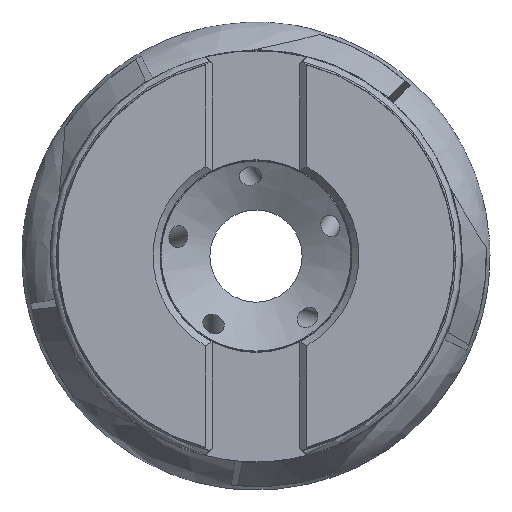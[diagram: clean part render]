
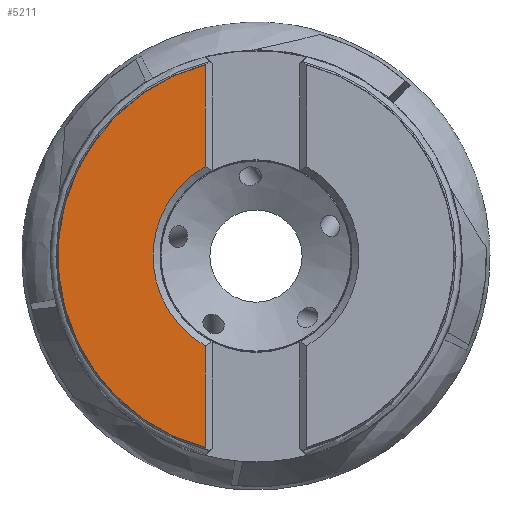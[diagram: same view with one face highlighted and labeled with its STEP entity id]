
A CAD part, left-side view. The second image highlights one B-rep face of the part: STEP entity #5211.
In plain terms, the highlighted planar face has unit normal (-1, 0, 0).
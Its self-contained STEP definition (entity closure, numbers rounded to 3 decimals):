
#31 = VERTEX_POINT ( 'NONE', #914 ) ;
#38 = LINE ( 'NONE', #539, #188 ) ;
#63 = EDGE_CURVE ( 'NONE', #31, #3908, #1197, .T. ) ;
#173 = DIRECTION ( 'NONE',  ( -1., 0., 0. ) ) ;
#188 = VECTOR ( 'NONE', #4727, 1000. ) ;
#286 = AXIS2_PLACEMENT_3D ( 'NONE', #3805, #1362, #4771 ) ;
#408 = PLANE ( 'NONE',  #286 ) ;
#512 = CARTESIAN_POINT ( 'NONE',  ( -49.37, 0., 0. ) ) ;
#539 = CARTESIAN_POINT ( 'NONE',  ( -49.37, 7.15, -35. ) ) ;
#563 = EDGE_CURVE ( 'NONE', #3908, #3203, #38, .T. ) ;
#659 = AXIS2_PLACEMENT_3D ( 'NONE', #3071, #173, #3584 ) ;
#914 = CARTESIAN_POINT ( 'NONE',  ( -49.37, 7.15, 12.643 ) ) ;
#923 = CARTESIAN_POINT ( 'NONE',  ( -49.37, 7.15, -12.643 ) ) ;
#1197 = CIRCLE ( 'NONE', #2498, 14.525 ) ;
#1356 = FACE_OUTER_BOUND ( 'NONE', #2933, .T. ) ;
#1362 = DIRECTION ( 'NONE',  ( 1., 0., 0. ) ) ;
#1371 = ORIENTED_EDGE ( 'NONE', *, *, #1687, .T. ) ;
#1475 = DIRECTION ( 'NONE',  ( 0., 0., -1. ) ) ;
#1687 = EDGE_CURVE ( 'NONE', #4849, #3203, #5552, .T. ) ;
#2032 = EDGE_CURVE ( 'NONE', #4849, #31, #5540, .T. ) ;
#2498 = AXIS2_PLACEMENT_3D ( 'NONE', #512, #6225, #4319 ) ;
#2933 = EDGE_LOOP ( 'NONE', ( #1371, #4975, #4513, #6196 ) ) ;
#2960 = VECTOR ( 'NONE', #1475, 1000. ) ;
#3071 = CARTESIAN_POINT ( 'NONE',  ( -49.37, 0., 0. ) ) ;
#3152 = CARTESIAN_POINT ( 'NONE',  ( -49.37, 7.15, -26.991 ) ) ;
#3203 = VERTEX_POINT ( 'NONE', #3152 ) ;
#3584 = DIRECTION ( 'NONE',  ( 0., 0., -1. ) ) ;
#3805 = CARTESIAN_POINT ( 'NONE',  ( -49.37, 0., 0. ) ) ;
#3908 = VERTEX_POINT ( 'NONE', #923 ) ;
#4319 = DIRECTION ( 'NONE',  ( 0., 0., -1. ) ) ;
#4406 = CARTESIAN_POINT ( 'NONE',  ( -49.37, 7.15, -35. ) ) ;
#4513 = ORIENTED_EDGE ( 'NONE', *, *, #63, .F. ) ;
#4727 = DIRECTION ( 'NONE',  ( 0., 0., -1. ) ) ;
#4771 = DIRECTION ( 'NONE',  ( 0., 0., -1. ) ) ;
#4849 = VERTEX_POINT ( 'NONE', #5804 ) ;
#4975 = ORIENTED_EDGE ( 'NONE', *, *, #563, .F. ) ;
#5211 = ADVANCED_FACE ( 'NONE', ( #1356 ), #408, .F. ) ;
#5540 = LINE ( 'NONE', #4406, #2960 ) ;
#5552 = CIRCLE ( 'NONE', #659, 27.922 ) ;
#5804 = CARTESIAN_POINT ( 'NONE',  ( -49.37, 7.15, 26.991 ) ) ;
#6196 = ORIENTED_EDGE ( 'NONE', *, *, #2032, .F. ) ;
#6225 = DIRECTION ( 'NONE',  ( -1., 0., 0. ) ) ;
